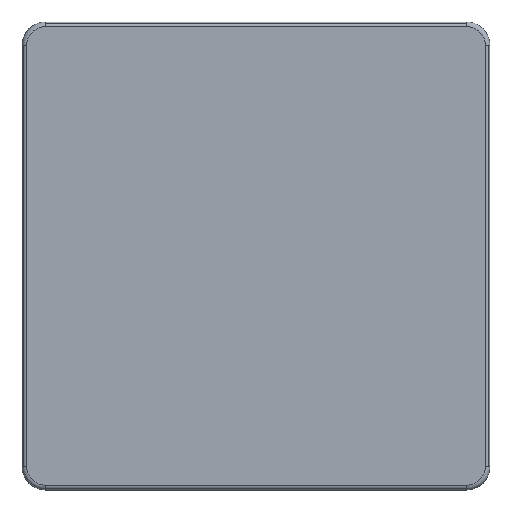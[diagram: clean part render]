
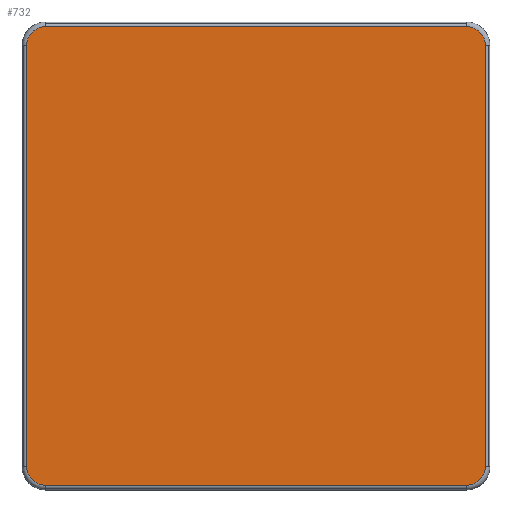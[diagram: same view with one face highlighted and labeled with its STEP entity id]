
A CAD part, top view. The second image highlights one B-rep face of the part: STEP entity #732.
In plain terms, the highlighted planar face has unit normal (0, 0, 1).
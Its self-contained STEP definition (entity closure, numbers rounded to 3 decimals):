
#248=CARTESIAN_POINT('',(-22.86,24.9,10.5));
#249=VERTEX_POINT('',#248);
#257=CARTESIAN_POINT('',(22.86,24.9,10.5));
#258=VERTEX_POINT('',#257);
#259=CARTESIAN_POINT('',(-22.86,24.9,10.5));
#260=DIRECTION('',(1.0,0.0,0.0));
#261=VECTOR('',#260,45.72);
#262=LINE('',#259,#261);
#263=EDGE_CURVE('',#249,#258,#262,.T.);
#290=CARTESIAN_POINT('',(-24.9,-22.86,10.5));
#291=VERTEX_POINT('',#290);
#299=CARTESIAN_POINT('',(-24.9,22.86,10.5));
#300=VERTEX_POINT('',#299);
#301=CARTESIAN_POINT('',(-24.9,-22.86,10.5));
#302=DIRECTION('',(0.0,1.0,0.0));
#303=VECTOR('',#302,45.72);
#304=LINE('',#301,#303);
#305=EDGE_CURVE('',#291,#300,#304,.T.);
#332=CARTESIAN_POINT('',(24.9,22.86,10.5));
#333=VERTEX_POINT('',#332);
#341=CARTESIAN_POINT('',(24.9,-22.86,10.5));
#342=VERTEX_POINT('',#341);
#343=CARTESIAN_POINT('',(24.9,22.86,10.5));
#344=DIRECTION('',(0.0,-1.0,0.0));
#345=VECTOR('',#344,45.72);
#346=LINE('',#343,#345);
#347=EDGE_CURVE('',#333,#342,#346,.T.);
#374=CARTESIAN_POINT('',(22.86,-24.9,10.5));
#375=VERTEX_POINT('',#374);
#383=CARTESIAN_POINT('',(-22.86,-24.9,10.5));
#384=VERTEX_POINT('',#383);
#385=CARTESIAN_POINT('',(22.86,-24.9,10.5));
#386=DIRECTION('',(-1.0,0.0,0.0));
#387=VECTOR('',#386,45.72);
#388=LINE('',#385,#387);
#389=EDGE_CURVE('',#375,#384,#388,.T.);
#445=CARTESIAN_POINT('',(22.86,-22.86,10.5));
#446=DIRECTION('',(0.0,0.0,-1.));
#447=DIRECTION('',(0.707,-0.707,0.0));
#448=AXIS2_PLACEMENT_3D('',#445,#446,#447);
#449=CIRCLE('',#448,2.04);
#450=EDGE_CURVE('',#342,#375,#449,.T.);
#490=CARTESIAN_POINT('',(-22.86,-22.86,10.5));
#491=DIRECTION('',(0.0,0.0,-1.));
#492=DIRECTION('',(-0.707,-0.707,0.0));
#493=AXIS2_PLACEMENT_3D('',#490,#491,#492);
#494=CIRCLE('',#493,2.04);
#495=EDGE_CURVE('',#384,#291,#494,.T.);
#561=CARTESIAN_POINT('',(22.86,22.86,10.5));
#562=DIRECTION('',(0.0,0.0,-1.));
#563=DIRECTION('',(0.707,0.707,0.0));
#564=AXIS2_PLACEMENT_3D('',#561,#562,#563);
#565=CIRCLE('',#564,2.04);
#566=EDGE_CURVE('',#258,#333,#565,.T.);
#606=CARTESIAN_POINT('',(-22.86,22.86,10.5));
#607=DIRECTION('',(0.0,0.0,-1.));
#608=DIRECTION('',(-0.707,0.707,0.0));
#609=AXIS2_PLACEMENT_3D('',#606,#607,#608);
#610=CIRCLE('',#609,2.04);
#611=EDGE_CURVE('',#300,#249,#610,.T.);
#717=CARTESIAN_POINT('',(0.,0.,10.5));
#718=DIRECTION('',(0.0,0.0,1.0));
#719=DIRECTION('',(1.0,0.0,0.0));
#720=AXIS2_PLACEMENT_3D('',#717,#718,#719);
#721=PLANE('',#720);
#722=ORIENTED_EDGE('',*,*,#389,.F.);
#723=ORIENTED_EDGE('',*,*,#450,.F.);
#724=ORIENTED_EDGE('',*,*,#347,.F.);
#725=ORIENTED_EDGE('',*,*,#566,.F.);
#726=ORIENTED_EDGE('',*,*,#263,.F.);
#727=ORIENTED_EDGE('',*,*,#611,.F.);
#728=ORIENTED_EDGE('',*,*,#305,.F.);
#729=ORIENTED_EDGE('',*,*,#495,.F.);
#730=EDGE_LOOP('',(#722,#723,#724,#725,#726,#727,#728,#729));
#731=FACE_OUTER_BOUND('',#730,.T.);
#732=ADVANCED_FACE('',(#731),#721,.T.);
